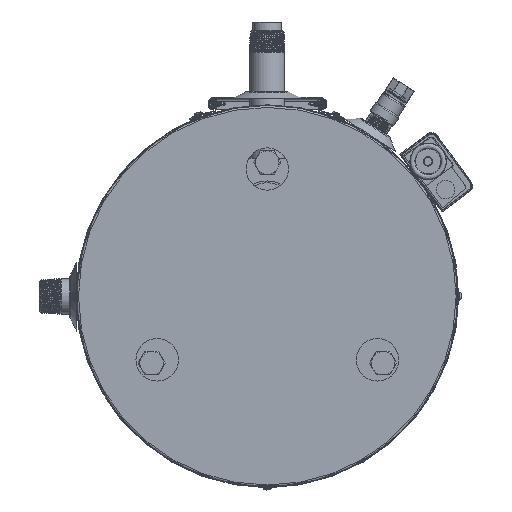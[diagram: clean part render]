
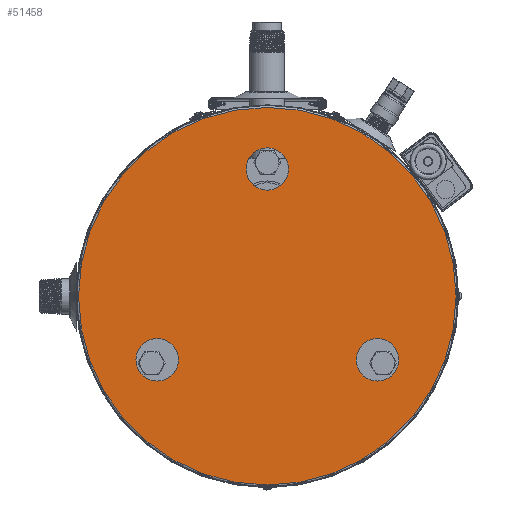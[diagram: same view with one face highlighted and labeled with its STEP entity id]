
A CAD part, front view. The second image highlights one B-rep face of the part: STEP entity #51458.
In plain terms, the highlighted planar face has unit normal (0, -1, 0).
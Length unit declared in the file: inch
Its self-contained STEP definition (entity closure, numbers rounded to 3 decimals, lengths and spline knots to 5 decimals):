
#558 = CIRCLE ( 'NONE', #134185, 1. ) ;
#4249 = EDGE_CURVE ( 'NONE', #20996, #20996, #60915, .T. ) ;
#6714 = FACE_BOUND ( 'NONE', #67169, .T. ) ;
#7881 = CARTESIAN_POINT ( 'NONE',  ( -1., -0.53, 6. ) ) ;
#8850 = ORIENTED_EDGE ( 'NONE', *, *, #123087, .T. ) ;
#12241 = CARTESIAN_POINT ( 'NONE',  ( -6.19615, -0.53, -3. ) ) ;
#14869 = CIRCLE ( 'NONE', #33899, 1. ) ;
#15794 = FACE_BOUND ( 'NONE', #124252, .T. ) ;
#16538 = FACE_OUTER_BOUND ( 'NONE', #63158, .T. ) ;
#18126 = EDGE_CURVE ( 'NONE', #143062, #143062, #14869, .T. ) ;
#20996 = VERTEX_POINT ( 'NONE', #67355 ) ;
#31714 = VERTEX_POINT ( 'NONE', #12241 ) ;
#33899 = AXIS2_PLACEMENT_3D ( 'NONE', #114210, #135870, #56800 ) ;
#34287 = CARTESIAN_POINT ( 'NONE',  ( 8.905, -0.53, 0. ) ) ;
#34782 = CIRCLE ( 'NONE', #65930, 8.905 ) ;
#38910 = CARTESIAN_POINT ( 'NONE',  ( 0., -0.53, 0. ) ) ;
#45572 = CARTESIAN_POINT ( 'NONE',  ( 5.19615, -0.53, -3. ) ) ;
#50852 = DIRECTION ( 'NONE',  ( 0., 1., 0. ) ) ;
#51458 = ADVANCED_FACE ( 'NONE', ( #15794, #6714, #131464, #16538 ), #63623, .F. ) ;
#56457 = AXIS2_PLACEMENT_3D ( 'NONE', #38910, #50852, #74057 ) ;
#56800 = DIRECTION ( 'NONE',  ( -1., 0., 0. ) ) ;
#60915 = CIRCLE ( 'NONE', #139459, 1. ) ;
#62711 = ORIENTED_EDGE ( 'NONE', *, *, #4249, .T. ) ;
#63158 = EDGE_LOOP ( 'NONE', ( #8850 ) ) ;
#63623 = PLANE ( 'NONE',  #56457 ) ;
#64786 = DIRECTION ( 'NONE',  ( 0., -1., 0. ) ) ;
#65930 = AXIS2_PLACEMENT_3D ( 'NONE', #131939, #64786, #143813 ) ;
#66549 = EDGE_CURVE ( 'NONE', #31714, #31714, #558, .T. ) ;
#67169 = EDGE_LOOP ( 'NONE', ( #129732 ) ) ;
#67355 = CARTESIAN_POINT ( 'NONE',  ( 4.19615, -0.53, -3. ) ) ;
#70782 = ORIENTED_EDGE ( 'NONE', *, *, #18126, .T. ) ;
#74057 = DIRECTION ( 'NONE',  ( -1., 0., 0. ) ) ;
#80098 = CARTESIAN_POINT ( 'NONE',  ( -5.19615, -0.53, -3. ) ) ;
#91925 = DIRECTION ( 'NONE',  ( -1., 0., 0. ) ) ;
#114210 = CARTESIAN_POINT ( 'NONE',  ( 0., -0.53, 6. ) ) ;
#114242 = DIRECTION ( 'NONE',  ( 0., 1., 0. ) ) ;
#123087 = EDGE_CURVE ( 'NONE', #136577, #136577, #34782, .T. ) ;
#124252 = EDGE_LOOP ( 'NONE', ( #62711 ) ) ;
#126253 = DIRECTION ( 'NONE',  ( -1., 0., 0. ) ) ;
#129732 = ORIENTED_EDGE ( 'NONE', *, *, #66549, .T. ) ;
#131464 = FACE_BOUND ( 'NONE', #142438, .T. ) ;
#131939 = CARTESIAN_POINT ( 'NONE',  ( 0., -0.53, 0. ) ) ;
#134185 = AXIS2_PLACEMENT_3D ( 'NONE', #80098, #146424, #126253 ) ;
#135870 = DIRECTION ( 'NONE',  ( 0., 1., 0. ) ) ;
#136577 = VERTEX_POINT ( 'NONE', #34287 ) ;
#139459 = AXIS2_PLACEMENT_3D ( 'NONE', #45572, #114242, #91925 ) ;
#142438 = EDGE_LOOP ( 'NONE', ( #70782 ) ) ;
#143062 = VERTEX_POINT ( 'NONE', #7881 ) ;
#143813 = DIRECTION ( 'NONE',  ( 1., 0., 0. ) ) ;
#146424 = DIRECTION ( 'NONE',  ( 0., 1., 0. ) ) ;
